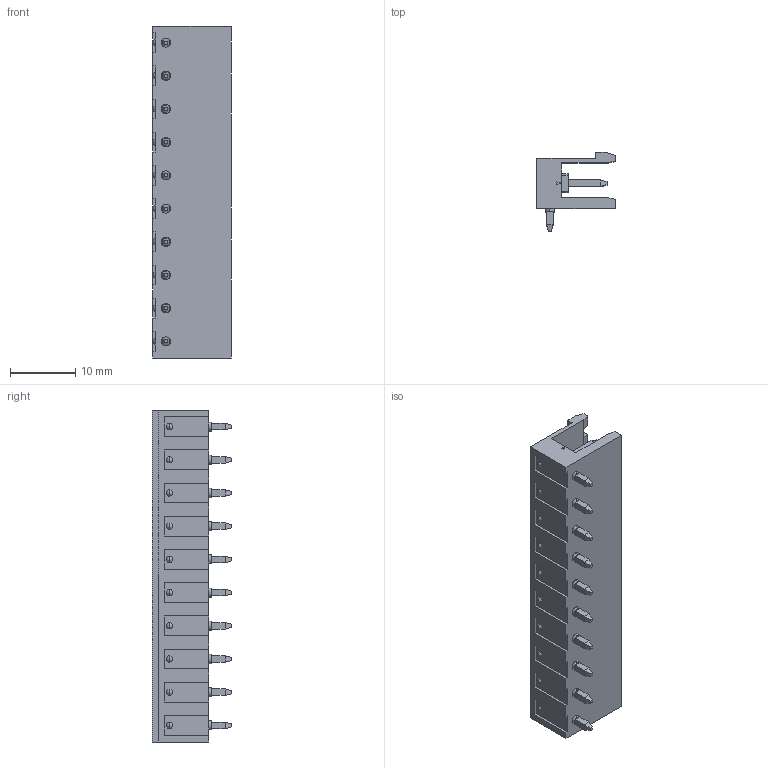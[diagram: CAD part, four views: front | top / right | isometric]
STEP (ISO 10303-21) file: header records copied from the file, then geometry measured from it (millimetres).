
FILE_DESCRIPTION (( 'STEP AP214' ), '1' );
FILE_NAME ('User Library-MSTB 2,5-10-G-5,08 1759091.STEP', '2017-04-23T08:44:14', ( 'Windows User' ), ( '' ), 'SwSTEP 2.0', 'SolidWorks 2017', '' );
FILE_SCHEMA (( 'AUTOMOTIVE_DESIGN' ));
Length unit declared in the file: millimetre
Products named in the file (2): User Library-MSTB 2,5-10-G-5,08 1759091_mstb_2.5-10-g-5.08; User Library-MSTB 2,5-10-G-5,08 1759091
Assembly tree (1 placements, depth 2):
  User Library-MSTB 2,5-10-G-5,08 1759091
    User Library-MSTB 2,5-10-G-5,08 1759091_mstb_2.5-10-g-5.08
Bounding box: 12 x 12.1 x 50.8 mm (x, y, z)
Volume: 2446.1 mm3; surface area: 3495.5 mm2
Topology: 1 solids, 1 shells, 550 faces, 1305 edges, 800 vertices
Faces by surface type: plane 449, cylinder 71, bspline 20, cone 10
Entity records: 21717 total; most frequent: CARTESIAN_POINT 2999, ORIENTED_EDGE 2570, DIRECTION 2565, EDGE_CURVE 1285, LINE 1033, VECTOR 1033, VERTEX_POINT 800, AXIS2_PLACEMENT_3D 766
